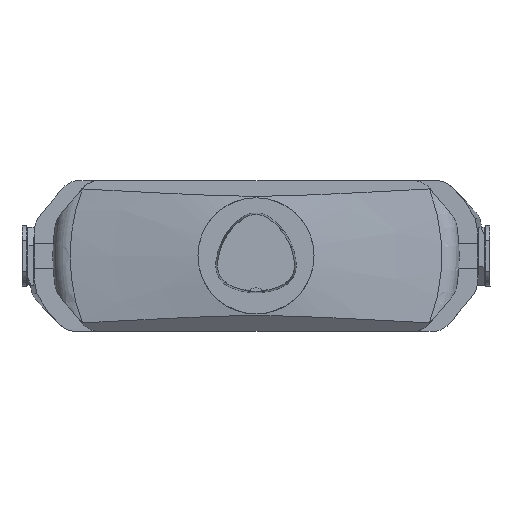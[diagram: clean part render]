
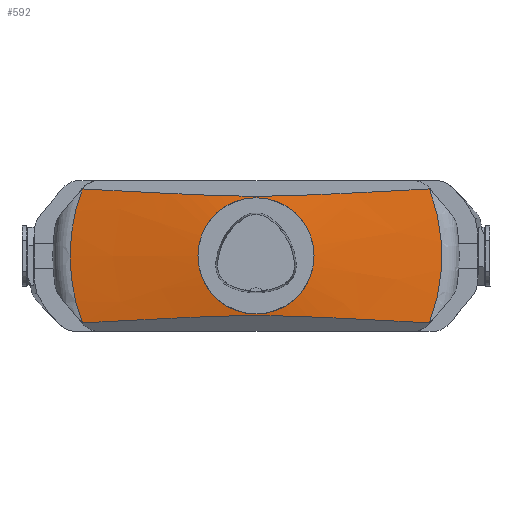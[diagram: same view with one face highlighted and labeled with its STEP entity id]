
A CAD part, top view. The second image highlights one B-rep face of the part: STEP entity #592.
In plain terms, the highlighted conical face has half-angle 81 degrees and reference radius 40 mm.
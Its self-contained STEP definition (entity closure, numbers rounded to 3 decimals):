
#402=B_SPLINE_CURVE_WITH_KNOTS('',3,(#4143,#4144,#4145,#4146,#4147,#4148,
#4149,#4150,#4151,#4152,#4153,#4154,#4155,#4156),.UNSPECIFIED.,.F.,.F.,
(4,2,2,2,2,2,4),(0.,0.25,0.375,0.5,0.625,0.75,1.),.UNSPECIFIED.);
#403=B_SPLINE_CURVE_WITH_KNOTS('',3,(#4161,#4162,#4163,#4164,#4165,#4166,
#4167,#4168,#4169,#4170,#4171,#4172,#4173,#4174),.UNSPECIFIED.,.F.,.F.,
(4,2,2,2,2,2,4),(0.,0.25,0.375,0.5,0.625,0.75,1.),.UNSPECIFIED.);
#423=CONICAL_SURFACE('',#3042,40.,81.);
#464=FACE_BOUND('',#958,.T.);
#465=FACE_BOUND('',#959,.T.);
#493=CIRCLE('',#3000,40.);
#510=CIRCLE('',#3040,128.19);
#511=CIRCLE('',#3041,128.19);
#592=ADVANCED_FACE('',(#464,#465),#423,.T.);
#958=EDGE_LOOP('',(#1192));
#959=EDGE_LOOP('',(#1193,#1194,#1195,#1196));
#1192=ORIENTED_EDGE('',*,*,#2033,.T.);
#1193=ORIENTED_EDGE('',*,*,#2066,.F.);
#1194=ORIENTED_EDGE('',*,*,#2067,.T.);
#1195=ORIENTED_EDGE('',*,*,#2068,.F.);
#1196=ORIENTED_EDGE('',*,*,#2069,.T.);
#1800=VERTEX_POINT('',#4065);
#1817=VERTEX_POINT('',#4157);
#1818=VERTEX_POINT('',#4158);
#1819=VERTEX_POINT('',#4160);
#1820=VERTEX_POINT('',#4175);
#2033=EDGE_CURVE('',#1800,#1800,#493,.T.);
#2066=EDGE_CURVE('',#1817,#1818,#402,.T.);
#2067=EDGE_CURVE('',#1817,#1819,#510,.T.);
#2068=EDGE_CURVE('',#1820,#1819,#403,.T.);
#2069=EDGE_CURVE('',#1820,#1818,#511,.T.);
#3000=AXIS2_PLACEMENT_3D('',#4064,#3306,#3307);
#3040=AXIS2_PLACEMENT_3D('',#4159,#3400,#3401);
#3041=AXIS2_PLACEMENT_3D('',#4176,#3402,#3403);
#3042=AXIS2_PLACEMENT_3D('',#4177,#3404,#3405);
#3306=DIRECTION('',(0.,0.,-1.));
#3307=DIRECTION('',(-1.,0.,0.));
#3400=DIRECTION('',(0.,0.,1.));
#3401=DIRECTION('',(-1.,0.,0.));
#3402=DIRECTION('',(0.,0.,1.));
#3403=DIRECTION('',(-1.,0.,0.));
#3404=DIRECTION('',(0.,0.,-1.));
#3405=DIRECTION('',(-1.,0.,0.));
#4064=CARTESIAN_POINT('',(0.,0.,-30.1));
#4065=CARTESIAN_POINT('',(-40.,0.,-30.1));
#4143=CARTESIAN_POINT('',(119.575,-46.201,-44.068));
#4144=CARTESIAN_POINT('',(99.763,-45.113,-41.079));
#4145=CARTESIAN_POINT('',(79.947,-44.036,-38.12));
#4146=CARTESIAN_POINT('',(50.163,-42.592,-34.152));
#4147=CARTESIAN_POINT('',(40.224,-42.139,-32.907));
#4148=CARTESIAN_POINT('',(20.277,-41.432,-30.963));
#4149=CARTESIAN_POINT('',(10.264,-41.188,-30.295));
#4150=CARTESIAN_POINT('',(-9.934,-41.183,-30.281));
#4151=CARTESIAN_POINT('',(-20.011,-41.424,-30.942));
#4152=CARTESIAN_POINT('',(-40.017,-42.13,-32.882));
#4153=CARTESIAN_POINT('',(-49.982,-42.584,-34.129));
#4154=CARTESIAN_POINT('',(-79.847,-44.031,-38.104));
#4155=CARTESIAN_POINT('',(-99.713,-45.11,-41.071));
#4156=CARTESIAN_POINT('',(-119.575,-46.201,-44.068));
#4157=CARTESIAN_POINT('',(119.575,-46.201,-44.068));
#4158=CARTESIAN_POINT('',(-119.575,-46.201,-44.068));
#4159=CARTESIAN_POINT('',(0.,0.,-44.068));
#4160=CARTESIAN_POINT('',(119.575,46.201,-44.068));
#4161=CARTESIAN_POINT('',(-119.575,46.201,-44.068));
#4162=CARTESIAN_POINT('',(-99.763,45.113,-41.079));
#4163=CARTESIAN_POINT('',(-79.947,44.036,-38.12));
#4164=CARTESIAN_POINT('',(-50.163,42.592,-34.152));
#4165=CARTESIAN_POINT('',(-40.224,42.139,-32.907));
#4166=CARTESIAN_POINT('',(-20.277,41.432,-30.963));
#4167=CARTESIAN_POINT('',(-10.264,41.188,-30.295));
#4168=CARTESIAN_POINT('',(9.934,41.183,-30.281));
#4169=CARTESIAN_POINT('',(20.011,41.424,-30.942));
#4170=CARTESIAN_POINT('',(40.017,42.13,-32.882));
#4171=CARTESIAN_POINT('',(49.982,42.584,-34.129));
#4172=CARTESIAN_POINT('',(79.847,44.031,-38.104));
#4173=CARTESIAN_POINT('',(99.713,45.11,-41.071));
#4174=CARTESIAN_POINT('',(119.575,46.201,-44.068));
#4175=CARTESIAN_POINT('',(-119.575,46.201,-44.068));
#4176=CARTESIAN_POINT('',(0.,0.,-44.068));
#4177=CARTESIAN_POINT('',(0.,0.,-30.1));
